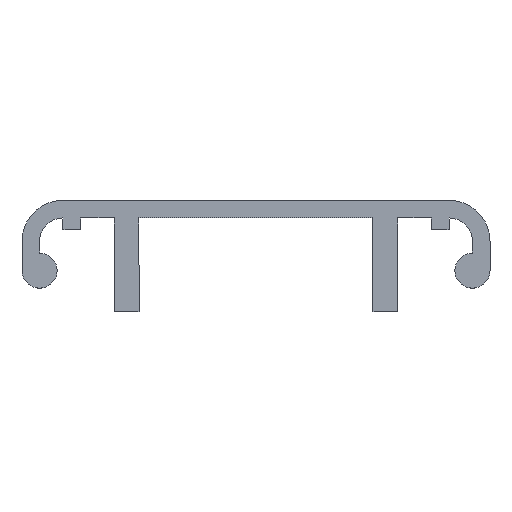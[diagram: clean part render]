
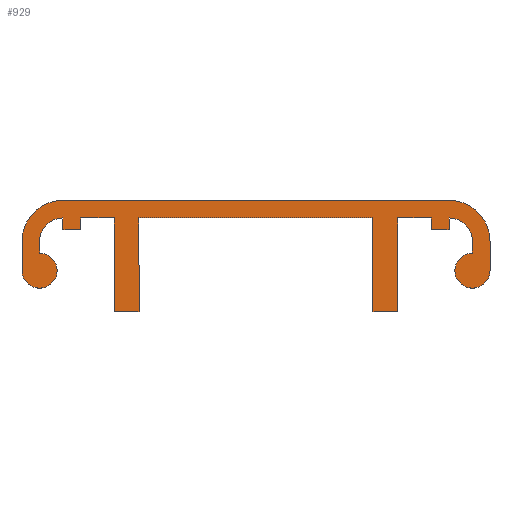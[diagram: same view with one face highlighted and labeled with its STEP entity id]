
A CAD part, top view. The second image highlights one B-rep face of the part: STEP entity #929.
In plain terms, the highlighted planar face has unit normal (0, 0, 1).
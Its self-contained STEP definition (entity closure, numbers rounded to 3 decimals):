
#49=CARTESIAN_POINT('',(-20.0,-3.5,0.5));
#50=VERTEX_POINT('',#49);
#51=CARTESIAN_POINT('',(-16.5,0.,0.5));
#52=VERTEX_POINT('',#51);
#53=CARTESIAN_POINT('',(-16.5,-3.5,0.5));
#54=DIRECTION('',(0.0,0.0,-1.0));
#55=DIRECTION('',(-0.707,0.707,0.0));
#56=AXIS2_PLACEMENT_3D('',#53,#54,#55);
#57=CIRCLE('',#56,3.5);
#58=EDGE_CURVE('',#50,#52,#57,.T.);
#100=CARTESIAN_POINT('',(-20.0,-6.,0.5));
#101=VERTEX_POINT('',#100);
#108=CARTESIAN_POINT('',(-20.0,-6.,0.5));
#109=DIRECTION('',(0.0,1.0,0.0));
#110=VECTOR('',#109,2.5);
#111=LINE('',#108,#110);
#112=EDGE_CURVE('',#101,#50,#111,.T.);
#327=CARTESIAN_POINT('',(16.5,0.,0.5));
#328=VERTEX_POINT('',#327);
#329=CARTESIAN_POINT('',(20.0,-3.5,0.5));
#330=VERTEX_POINT('',#329);
#331=CARTESIAN_POINT('',(16.5,-3.5,0.5));
#332=DIRECTION('',(0.0,0.0,-1.0));
#333=DIRECTION('',(0.707,0.707,0.0));
#334=AXIS2_PLACEMENT_3D('',#331,#332,#333);
#335=CIRCLE('',#334,3.5);
#336=EDGE_CURVE('',#328,#330,#335,.T.);
#360=CARTESIAN_POINT('',(20.0,-6.,0.5));
#361=VERTEX_POINT('',#360);
#362=CARTESIAN_POINT('',(20.0,-3.5,0.5));
#363=DIRECTION('',(0.0,-1.0,0.0));
#364=VECTOR('',#363,2.5);
#365=LINE('',#362,#364);
#366=EDGE_CURVE('',#330,#361,#365,.T.);
#384=CARTESIAN_POINT('',(18.5,-3.5,0.5));
#385=VERTEX_POINT('',#384);
#392=CARTESIAN_POINT('',(16.5,-1.5,0.5));
#393=VERTEX_POINT('',#392);
#394=CARTESIAN_POINT('',(16.5,-3.5,0.5));
#395=DIRECTION('',(0.0,0.0,1.0));
#396=DIRECTION('',(0.707,0.707,0.0));
#397=AXIS2_PLACEMENT_3D('',#394,#395,#396);
#398=CIRCLE('',#397,2.);
#399=EDGE_CURVE('',#385,#393,#398,.T.);
#417=CARTESIAN_POINT('',(18.5,-4.5,0.5));
#418=VERTEX_POINT('',#417);
#425=CARTESIAN_POINT('',(18.5,-4.5,0.5));
#426=DIRECTION('',(0.0,1.0,0.0));
#427=VECTOR('',#426,1.);
#428=LINE('',#425,#427);
#429=EDGE_CURVE('',#418,#385,#428,.T.);
#440=CARTESIAN_POINT('',(-16.5,-1.5,0.5));
#441=VERTEX_POINT('',#440);
#448=CARTESIAN_POINT('',(-18.5,-3.5,0.5));
#449=VERTEX_POINT('',#448);
#450=CARTESIAN_POINT('',(-16.5,-3.5,0.5));
#451=DIRECTION('',(0.0,0.0,1.0));
#452=DIRECTION('',(-0.707,0.707,0.0));
#453=AXIS2_PLACEMENT_3D('',#450,#451,#452);
#454=CIRCLE('',#453,2.0);
#455=EDGE_CURVE('',#441,#449,#454,.T.);
#471=CARTESIAN_POINT('',(18.5,-6.,0.5));
#472=DIRECTION('',(0.0,0.0,-1.0));
#473=DIRECTION('',(0.0,1.0,0.0));
#474=AXIS2_PLACEMENT_3D('',#471,#472,#473);
#475=CIRCLE('',#474,1.5);
#476=EDGE_CURVE('',#361,#418,#475,.T.);
#489=CARTESIAN_POINT('',(16.5,-2.5,0.5));
#490=VERTEX_POINT('',#489);
#491=CARTESIAN_POINT('',(16.5,-1.5,0.5));
#492=DIRECTION('',(0.0,-1.0,0.0));
#493=VECTOR('',#492,1.);
#494=LINE('',#491,#493);
#495=EDGE_CURVE('',#393,#490,#494,.T.);
#513=CARTESIAN_POINT('',(15.0,-2.5,0.5));
#514=VERTEX_POINT('',#513);
#515=CARTESIAN_POINT('',(16.5,-2.5,0.5));
#516=DIRECTION('',(-1.0,0.0,0.0));
#517=VECTOR('',#516,1.5);
#518=LINE('',#515,#517);
#519=EDGE_CURVE('',#490,#514,#518,.T.);
#537=CARTESIAN_POINT('',(15.0,-1.5,0.5));
#538=VERTEX_POINT('',#537);
#539=CARTESIAN_POINT('',(15.0,-2.5,0.5));
#540=DIRECTION('',(0.0,1.0,0.0));
#541=VECTOR('',#540,1.);
#542=LINE('',#539,#541);
#543=EDGE_CURVE('',#514,#538,#542,.T.);
#561=CARTESIAN_POINT('',(12.1,-1.5,0.5));
#562=VERTEX_POINT('',#561);
#563=CARTESIAN_POINT('',(15.0,-1.5,0.5));
#564=DIRECTION('',(-1.0,0.0,0.0));
#565=VECTOR('',#564,2.9);
#566=LINE('',#563,#565);
#567=EDGE_CURVE('',#538,#562,#566,.T.);
#585=CARTESIAN_POINT('',(12.1,-9.5,0.5));
#586=VERTEX_POINT('',#585);
#587=CARTESIAN_POINT('',(12.1,-1.5,0.5));
#588=DIRECTION('',(0.0,-1.0,0.0));
#589=VECTOR('',#588,8.);
#590=LINE('',#587,#589);
#591=EDGE_CURVE('',#562,#586,#590,.T.);
#609=CARTESIAN_POINT('',(10.,-9.5,0.5));
#610=VERTEX_POINT('',#609);
#611=CARTESIAN_POINT('',(12.1,-9.5,0.5));
#612=DIRECTION('',(-1.0,0.0,0.0));
#613=VECTOR('',#612,2.1);
#614=LINE('',#611,#613);
#615=EDGE_CURVE('',#586,#610,#614,.T.);
#633=CARTESIAN_POINT('',(10.0,-1.5,0.5));
#634=VERTEX_POINT('',#633);
#635=CARTESIAN_POINT('',(10.,-9.5,0.5));
#636=DIRECTION('',(0.0,1.0,0.0));
#637=VECTOR('',#636,8.);
#638=LINE('',#635,#637);
#639=EDGE_CURVE('',#610,#634,#638,.T.);
#657=CARTESIAN_POINT('',(-10.0,-1.5,0.5));
#658=VERTEX_POINT('',#657);
#659=CARTESIAN_POINT('',(10.0,-1.5,0.5));
#660=DIRECTION('',(-1.0,0.0,0.0));
#661=VECTOR('',#660,20.0);
#662=LINE('',#659,#661);
#663=EDGE_CURVE('',#634,#658,#662,.T.);
#681=CARTESIAN_POINT('',(-10.,-9.5,0.5));
#682=VERTEX_POINT('',#681);
#683=CARTESIAN_POINT('',(-10.0,-1.5,0.5));
#684=DIRECTION('',(0.0,-1.0,0.0));
#685=VECTOR('',#684,8.);
#686=LINE('',#683,#685);
#687=EDGE_CURVE('',#658,#682,#686,.T.);
#705=CARTESIAN_POINT('',(-12.1,-9.5,0.5));
#706=VERTEX_POINT('',#705);
#707=CARTESIAN_POINT('',(-10.,-9.5,0.5));
#708=DIRECTION('',(-1.0,0.0,0.0));
#709=VECTOR('',#708,2.1);
#710=LINE('',#707,#709);
#711=EDGE_CURVE('',#682,#706,#710,.T.);
#729=CARTESIAN_POINT('',(-12.1,-1.5,0.5));
#730=VERTEX_POINT('',#729);
#731=CARTESIAN_POINT('',(-12.1,-9.5,0.5));
#732=DIRECTION('',(0.0,1.0,0.0));
#733=VECTOR('',#732,8.);
#734=LINE('',#731,#733);
#735=EDGE_CURVE('',#706,#730,#734,.T.);
#753=CARTESIAN_POINT('',(-15.0,-1.5,0.5));
#754=VERTEX_POINT('',#753);
#755=CARTESIAN_POINT('',(-12.1,-1.5,0.5));
#756=DIRECTION('',(-1.0,0.0,0.0));
#757=VECTOR('',#756,2.9);
#758=LINE('',#755,#757);
#759=EDGE_CURVE('',#730,#754,#758,.T.);
#777=CARTESIAN_POINT('',(-15.0,-2.5,0.5));
#778=VERTEX_POINT('',#777);
#779=CARTESIAN_POINT('',(-15.0,-1.5,0.5));
#780=DIRECTION('',(0.0,-1.0,0.0));
#781=VECTOR('',#780,1.);
#782=LINE('',#779,#781);
#783=EDGE_CURVE('',#754,#778,#782,.T.);
#801=CARTESIAN_POINT('',(-16.5,-2.5,0.5));
#802=VERTEX_POINT('',#801);
#803=CARTESIAN_POINT('',(-15.0,-2.5,0.5));
#804=DIRECTION('',(-1.0,0.0,0.0));
#805=VECTOR('',#804,1.5);
#806=LINE('',#803,#805);
#807=EDGE_CURVE('',#778,#802,#806,.T.);
#825=CARTESIAN_POINT('',(-16.5,-2.5,0.5));
#826=DIRECTION('',(0.0,1.0,0.0));
#827=VECTOR('',#826,1.);
#828=LINE('',#825,#827);
#829=EDGE_CURVE('',#802,#441,#828,.T.);
#843=CARTESIAN_POINT('',(-18.5,-4.5,0.5));
#844=VERTEX_POINT('',#843);
#845=CARTESIAN_POINT('',(-18.5,-3.5,0.5));
#846=DIRECTION('',(0.0,-1.0,0.0));
#847=VECTOR('',#846,1.);
#848=LINE('',#845,#847);
#849=EDGE_CURVE('',#449,#844,#848,.T.);
#866=CARTESIAN_POINT('',(-18.5,-6.,0.5));
#867=DIRECTION('',(0.0,0.0,-1.0));
#868=DIRECTION('',(-1.0,0.0,0.0));
#869=AXIS2_PLACEMENT_3D('',#866,#867,#868);
#870=CIRCLE('',#869,1.5);
#871=EDGE_CURVE('',#844,#101,#870,.T.);
#885=CARTESIAN_POINT('',(-16.5,0.,0.5));
#886=DIRECTION('',(1.0,0.0,0.0));
#887=VECTOR('',#886,33.0);
#888=LINE('',#885,#887);
#889=EDGE_CURVE('',#52,#328,#888,.T.);
#896=CARTESIAN_POINT('',(-11.937,-2.837,0.5));
#897=DIRECTION('',(0.0,0.0,1.0));
#898=DIRECTION('',(1.0,0.0,0.0));
#899=AXIS2_PLACEMENT_3D('',#896,#897,#898);
#900=PLANE('',#899);
#901=ORIENTED_EDGE('',*,*,#58,.F.);
#902=ORIENTED_EDGE('',*,*,#112,.F.);
#903=ORIENTED_EDGE('',*,*,#871,.F.);
#904=ORIENTED_EDGE('',*,*,#849,.F.);
#905=ORIENTED_EDGE('',*,*,#455,.F.);
#906=ORIENTED_EDGE('',*,*,#829,.F.);
#907=ORIENTED_EDGE('',*,*,#807,.F.);
#908=ORIENTED_EDGE('',*,*,#783,.F.);
#909=ORIENTED_EDGE('',*,*,#759,.F.);
#910=ORIENTED_EDGE('',*,*,#735,.F.);
#911=ORIENTED_EDGE('',*,*,#711,.F.);
#912=ORIENTED_EDGE('',*,*,#687,.F.);
#913=ORIENTED_EDGE('',*,*,#663,.F.);
#914=ORIENTED_EDGE('',*,*,#639,.F.);
#915=ORIENTED_EDGE('',*,*,#615,.F.);
#916=ORIENTED_EDGE('',*,*,#591,.F.);
#917=ORIENTED_EDGE('',*,*,#567,.F.);
#918=ORIENTED_EDGE('',*,*,#543,.F.);
#919=ORIENTED_EDGE('',*,*,#519,.F.);
#920=ORIENTED_EDGE('',*,*,#495,.F.);
#921=ORIENTED_EDGE('',*,*,#399,.F.);
#922=ORIENTED_EDGE('',*,*,#429,.F.);
#923=ORIENTED_EDGE('',*,*,#476,.F.);
#924=ORIENTED_EDGE('',*,*,#366,.F.);
#925=ORIENTED_EDGE('',*,*,#336,.F.);
#926=ORIENTED_EDGE('',*,*,#889,.F.);
#927=EDGE_LOOP('',(#901,#902,#903,#904,#905,#906,#907,#908,#909,#910,#911,#912,#913,#914,#915,#916,#917,#918,#919,#920,#921,#922,#923,#924,#925,#926));
#928=FACE_OUTER_BOUND('',#927,.T.);
#929=ADVANCED_FACE('',(#928),#900,.T.);
